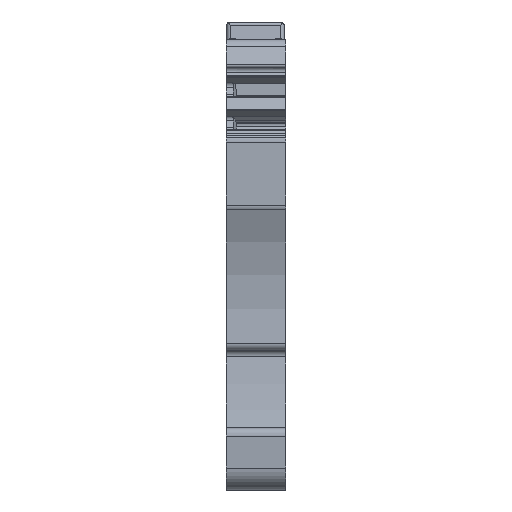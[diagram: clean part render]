
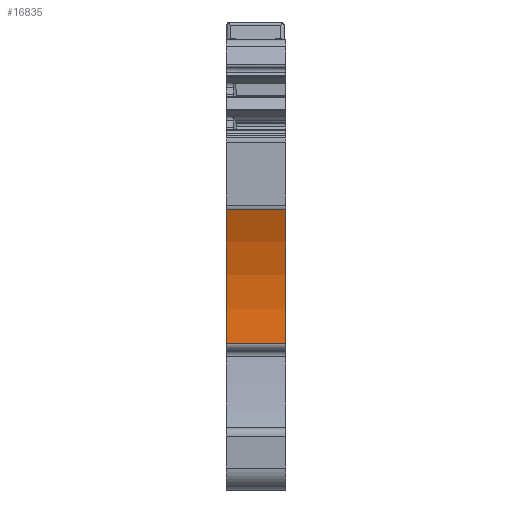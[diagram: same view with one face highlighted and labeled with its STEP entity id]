
A CAD part, front view. The second image highlights one B-rep face of the part: STEP entity #16835.
In plain terms, the highlighted cylindrical face has radius 20 mm (diameter 40 mm), a partial arc.
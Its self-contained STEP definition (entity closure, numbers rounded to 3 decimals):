
#399 = LINE ( 'NONE', #17142, #23548 ) ;
#420 = LINE ( 'NONE', #3312, #10165 ) ;
#611 = DIRECTION ( 'NONE',  ( 1., 0., 0. ) ) ;
#2467 = CARTESIAN_POINT ( 'NONE',  ( 0., 0.27, 23.842 ) ) ;
#2616 = CARTESIAN_POINT ( 'NONE',  ( 0., 1.839, 12.477 ) ) ;
#3312 = CARTESIAN_POINT ( 'NONE',  ( 2.55, 0.27, 23.842 ) ) ;
#4012 = EDGE_CURVE ( 'NONE', #13309, #19275, #21372, .T. ) ;
#4793 = EDGE_LOOP ( 'NONE', ( #4862, #22531, #23522, #14520 ) ) ;
#4862 = ORIENTED_EDGE ( 'NONE', *, *, #17675, .T. ) ;
#5537 = AXIS2_PLACEMENT_3D ( 'NONE', #20201, #9257, #22026 ) ;
#6527 = VERTEX_POINT ( 'NONE', #2616 ) ;
#9132 = DIRECTION ( 'NONE',  ( -1., 0., 0. ) ) ;
#9257 = DIRECTION ( 'NONE',  ( -1., 0., 0. ) ) ;
#9669 = AXIS2_PLACEMENT_3D ( 'NONE', #20056, #9132, #21893 ) ;
#10097 = FACE_OUTER_BOUND ( 'NONE', #4793, .T. ) ;
#10165 = VECTOR ( 'NONE', #17898, 1000. ) ;
#10232 = VERTEX_POINT ( 'NONE', #2467 ) ;
#10475 = EDGE_CURVE ( 'NONE', #10232, #13309, #420, .T. ) ;
#10622 = EDGE_CURVE ( 'NONE', #19275, #6527, #399, .T. ) ;
#11455 = CIRCLE ( 'NONE', #9669, 20. ) ;
#13309 = VERTEX_POINT ( 'NONE', #17621 ) ;
#13471 = CARTESIAN_POINT ( 'NONE',  ( 2.55, -17.925, 15.54 ) ) ;
#14520 = ORIENTED_EDGE ( 'NONE', *, *, #10475, .F. ) ;
#16835 = ADVANCED_FACE ( 'NONE', ( #10097 ), #22354, .F. ) ;
#17142 = CARTESIAN_POINT ( 'NONE',  ( 2.55, 1.839, 12.477 ) ) ;
#17621 = CARTESIAN_POINT ( 'NONE',  ( 5.1, 0.27, 23.842 ) ) ;
#17675 = EDGE_CURVE ( 'NONE', #10232, #6527, #11455, .T. ) ;
#17898 = DIRECTION ( 'NONE',  ( 1., 0., 0. ) ) ;
#18969 = DIRECTION ( 'NONE',  ( -1., 0., 0. ) ) ;
#19275 = VERTEX_POINT ( 'NONE', #22942 ) ;
#20056 = CARTESIAN_POINT ( 'NONE',  ( 0., -17.925, 15.54 ) ) ;
#20201 = CARTESIAN_POINT ( 'NONE',  ( 5.1, -17.925, 15.54 ) ) ;
#20821 = DIRECTION ( 'NONE',  ( 0., 0., -1. ) ) ;
#21372 = CIRCLE ( 'NONE', #5537, 20. ) ;
#21500 = AXIS2_PLACEMENT_3D ( 'NONE', #13471, #611, #20821 ) ;
#21893 = DIRECTION ( 'NONE',  ( 0., 0., -1. ) ) ;
#22026 = DIRECTION ( 'NONE',  ( 0., 0., -1. ) ) ;
#22354 = CYLINDRICAL_SURFACE ( 'NONE', #21500, 20. ) ;
#22531 = ORIENTED_EDGE ( 'NONE', *, *, #10622, .F. ) ;
#22942 = CARTESIAN_POINT ( 'NONE',  ( 5.1, 1.839, 12.477 ) ) ;
#23522 = ORIENTED_EDGE ( 'NONE', *, *, #4012, .F. ) ;
#23548 = VECTOR ( 'NONE', #18969, 1000. ) ;
